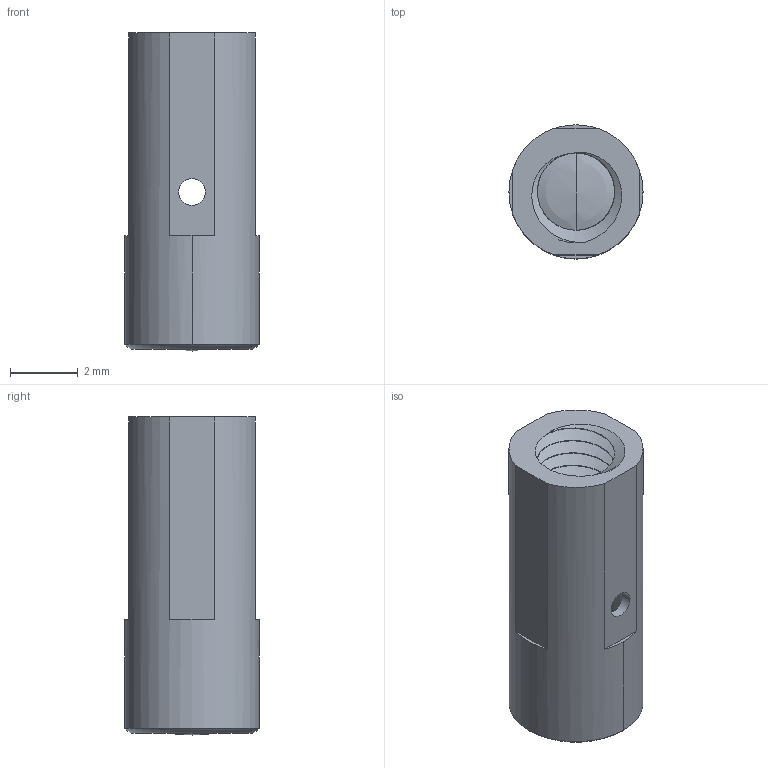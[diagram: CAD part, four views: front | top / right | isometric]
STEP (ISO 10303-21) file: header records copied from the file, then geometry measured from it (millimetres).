
FILE_DESCRIPTION((''),'2;1');
FILE_NAME('217283_ASM','2021-10-07T09:18:34',('PDMAdmin'),('BANNER ENGINEERING'),'CREO PARAMETRIC BY PTC INC, 2019292','CREO PARAMETRIC BY PTC INC, 2019292','');
FILE_SCHEMA(('CONFIG_CONTROL_DESIGN'));
Length unit declared in the file: inch
Products named in the file (4): 58134_AF0; 59518_AF0; 61213_ASM; 217283_ASM
Assembly tree (3 placements, depth 3):
  217283_ASM
    61213_ASM
      58134_AF0
      59518_AF0
Bounding box: 3.96 x 3.96 x 9.4 mm (x, y, z)
Volume: 57.1 mm3; surface area: 276.2 mm2
Topology: 2 solids, 2 shells, 48 faces, 131 edges, 82 vertices
Faces by surface type: cylinder 25, plane 11, bspline 6, sphere 4, torus 2
Entity records: 3378 total; most frequent: CARTESIAN_POINT 2133, ORIENTED_EDGE 254, DIRECTION 220, EDGE_CURVE 127, AXIS2_PLACEMENT_3D 87, VERTEX_POINT 82, EDGE_LOOP 53, FACE_OUTER_BOUND 48
